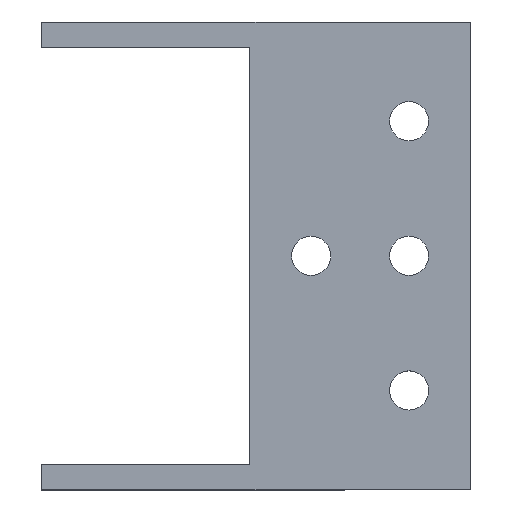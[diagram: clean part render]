
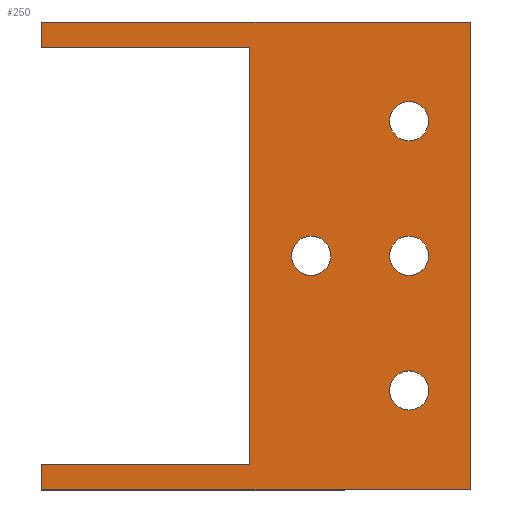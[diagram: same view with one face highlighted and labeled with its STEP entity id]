
A CAD part, top view. The second image highlights one B-rep face of the part: STEP entity #250.
In plain terms, the highlighted planar face has unit normal (0, 0, 1).
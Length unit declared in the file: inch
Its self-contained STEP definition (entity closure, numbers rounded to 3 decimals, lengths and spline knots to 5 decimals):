
#8 = CARTESIAN_POINT ( 'NONE',  ( -33.93406, -0.08071, 2.58661 ) ) ;
#9 = CIRCLE ( 'NONE', #831, 0.06299 ) ;
#11 = DIRECTION ( 'NONE',  ( 1., 0., 0. ) ) ;
#23 = EDGE_LOOP ( 'NONE', ( #83, #43 ) ) ;
#25 = CARTESIAN_POINT ( 'NONE',  ( -33.70079, 1.34252, 2.58661 ) ) ;
#43 = ORIENTED_EDGE ( 'NONE', *, *, #63, .T. ) ;
#63 = EDGE_CURVE ( 'NONE', #1229, #373, #418, .T. ) ;
#68 = DIRECTION ( 'NONE',  ( -1., 0., 0. ) ) ;
#72 = ORIENTED_EDGE ( 'NONE', *, *, #1170, .T. ) ;
#74 = VECTOR ( 'NONE', #138, 39.37008 ) ;
#81 = AXIS2_PLACEMENT_3D ( 'NONE', #951, #98, #290 ) ;
#83 = ORIENTED_EDGE ( 'NONE', *, *, #952, .T. ) ;
#89 = CARTESIAN_POINT ( 'NONE',  ( -33.28346, 0.15748, 2.58661 ) ) ;
#94 = DIRECTION ( 'NONE',  ( 0., 0., -1. ) ) ;
#95 = CIRCLE ( 'NONE', #81, 0.06299 ) ;
#98 = DIRECTION ( 'NONE',  ( 0., 0., -1. ) ) ;
#109 = VERTEX_POINT ( 'NONE', #254 ) ;
#115 = CARTESIAN_POINT ( 'NONE',  ( -33.14961, -0.16142, 2.58661 ) ) ;
#119 = VERTEX_POINT ( 'NONE', #911 ) ;
#120 = LINE ( 'NONE', #331, #1047 ) ;
#127 = DIRECTION ( 'NONE',  ( 1., 0., 0. ) ) ;
#138 = DIRECTION ( 'NONE',  ( 0., -1., 0. ) ) ;
#141 = ORIENTED_EDGE ( 'NONE', *, *, #1195, .T. ) ;
#144 = CARTESIAN_POINT ( 'NONE',  ( -34.52756, 0.96654, 2.58661 ) ) ;
#146 = LINE ( 'NONE', #443, #323 ) ;
#156 = AXIS2_PLACEMENT_3D ( 'NONE', #796, #244, #127 ) ;
#189 = VECTOR ( 'NONE', #68, 39.37008 ) ;
#193 = CARTESIAN_POINT ( 'NONE',  ( -33.14961, 1.34252, 2.58661 ) ) ;
#194 = ORIENTED_EDGE ( 'NONE', *, *, #424, .F. ) ;
#207 = FACE_OUTER_BOUND ( 'NONE', #527, .T. ) ;
#218 = DIRECTION ( 'NONE',  ( 0., -1., 0. ) ) ;
#226 = FACE_BOUND ( 'NONE', #265, .T. ) ;
#228 = CARTESIAN_POINT ( 'NONE',  ( -33.34646, 0.59055, 2.58661 ) ) ;
#244 = DIRECTION ( 'NONE',  ( 0., 0., -1. ) ) ;
#250 = ADVANCED_FACE ( 'NONE', ( #984, #494, #226, #397, #207 ), #298, .T. ) ;
#254 = CARTESIAN_POINT ( 'NONE',  ( -34.52756, 1.34252, 2.58661 ) ) ;
#265 = EDGE_LOOP ( 'NONE', ( #430, #1147 ) ) ;
#271 = AXIS2_PLACEMENT_3D ( 'NONE', #25, #1064, #575 ) ;
#290 = DIRECTION ( 'NONE',  ( 1., 0., 0. ) ) ;
#298 = PLANE ( 'NONE',  #271 ) ;
#300 = EDGE_CURVE ( 'NONE', #387, #1044, #892, .T. ) ;
#321 = VERTEX_POINT ( 'NONE', #115 ) ;
#323 = VECTOR ( 'NONE', #921, 39.37008 ) ;
#325 = VERTEX_POINT ( 'NONE', #499 ) ;
#327 = DIRECTION ( 'NONE',  ( 0., -1., 0. ) ) ;
#331 = CARTESIAN_POINT ( 'NONE',  ( -33.93406, 1.26181, 2.58661 ) ) ;
#354 = AXIS2_PLACEMENT_3D ( 'NONE', #1085, #802, #498 ) ;
#373 = VERTEX_POINT ( 'NONE', #612 ) ;
#380 = EDGE_CURVE ( 'NONE', #1044, #387, #490, .T. ) ;
#381 = CARTESIAN_POINT ( 'NONE',  ( -33.85827, 1.26181, 2.58661 ) ) ;
#384 = EDGE_CURVE ( 'NONE', #460, #119, #146, .T. ) ;
#387 = VERTEX_POINT ( 'NONE', #903 ) ;
#388 = CARTESIAN_POINT ( 'NONE',  ( -33.59843, 0.59055, 2.58661 ) ) ;
#397 = FACE_BOUND ( 'NONE', #492, .T. ) ;
#400 = CARTESIAN_POINT ( 'NONE',  ( -34.52756, -0.16142, 2.58661 ) ) ;
#416 = ORIENTED_EDGE ( 'NONE', *, *, #1132, .T. ) ;
#418 = CIRCLE ( 'NONE', #682, 0.06299 ) ;
#424 = EDGE_CURVE ( 'NONE', #325, #321, #720, .T. ) ;
#426 = CIRCLE ( 'NONE', #733, 0.06299 ) ;
#430 = ORIENTED_EDGE ( 'NONE', *, *, #300, .T. ) ;
#437 = EDGE_LOOP ( 'NONE', ( #978, #72 ) ) ;
#443 = CARTESIAN_POINT ( 'NONE',  ( -33.85827, 1.26181, 2.58661 ) ) ;
#447 = CARTESIAN_POINT ( 'NONE',  ( -33.72441, 0.59055, 2.58661 ) ) ;
#460 = VERTEX_POINT ( 'NONE', #381 ) ;
#464 = VECTOR ( 'NONE', #327, 39.37008 ) ;
#468 = EDGE_CURVE ( 'NONE', #325, #109, #577, .T. ) ;
#478 = DIRECTION ( 'NONE',  ( 1., 0., 0. ) ) ;
#484 = LINE ( 'NONE', #8, #915 ) ;
#490 = CIRCLE ( 'NONE', #990, 0.06299 ) ;
#492 = EDGE_LOOP ( 'NONE', ( #416, #657 ) ) ;
#494 = FACE_BOUND ( 'NONE', #23, .T. ) ;
#498 = DIRECTION ( 'NONE',  ( 1., 0., 0. ) ) ;
#499 = CARTESIAN_POINT ( 'NONE',  ( -33.14961, 1.34252, 2.58661 ) ) ;
#501 = EDGE_CURVE ( 'NONE', #1232, #1077, #95, .T. ) ;
#505 = DIRECTION ( 'NONE',  ( 1., 0., 0. ) ) ;
#520 = CARTESIAN_POINT ( 'NONE',  ( -33.34646, 1.02362, 2.58661 ) ) ;
#527 = EDGE_LOOP ( 'NONE', ( #194, #1173, #671, #141, #783, #910, #1020, #859 ) ) ;
#542 = EDGE_CURVE ( 'NONE', #922, #1179, #426, .T. ) ;
#543 = LINE ( 'NONE', #924, #189 ) ;
#545 = VERTEX_POINT ( 'NONE', #400 ) ;
#575 = DIRECTION ( 'NONE',  ( 1., 0., 0. ) ) ;
#577 = LINE ( 'NONE', #193, #1215 ) ;
#579 = CARTESIAN_POINT ( 'NONE',  ( -33.40945, 1.02362, 2.58661 ) ) ;
#601 = VERTEX_POINT ( 'NONE', #1231 ) ;
#602 = LINE ( 'NONE', #622, #761 ) ;
#611 = AXIS2_PLACEMENT_3D ( 'NONE', #897, #694, #11 ) ;
#612 = CARTESIAN_POINT ( 'NONE',  ( -33.28346, 0.59055, 2.58661 ) ) ;
#622 = CARTESIAN_POINT ( 'NONE',  ( -34.52756, 0.96654, 2.58661 ) ) ;
#650 = CARTESIAN_POINT ( 'NONE',  ( -33.34646, 0.59055, 2.58661 ) ) ;
#657 = ORIENTED_EDGE ( 'NONE', *, *, #501, .T. ) ;
#663 = CIRCLE ( 'NONE', #354, 0.06299 ) ;
#671 = ORIENTED_EDGE ( 'NONE', *, *, #1160, .T. ) ;
#674 = DIRECTION ( 'NONE',  ( 1., 0., 0. ) ) ;
#682 = AXIS2_PLACEMENT_3D ( 'NONE', #228, #1151, #674 ) ;
#686 = CARTESIAN_POINT ( 'NONE',  ( -33.40945, 0.15748, 2.58661 ) ) ;
#689 = VERTEX_POINT ( 'NONE', #883 ) ;
#694 = DIRECTION ( 'NONE',  ( 0., 0., -1. ) ) ;
#720 = LINE ( 'NONE', #1105, #464 ) ;
#733 = AXIS2_PLACEMENT_3D ( 'NONE', #947, #94, #478 ) ;
#738 = DIRECTION ( 'NONE',  ( 1., 0., 0. ) ) ;
#761 = VECTOR ( 'NONE', #218, 39.37008 ) ;
#766 = DIRECTION ( 'NONE',  ( -1., 0., 0. ) ) ;
#783 = ORIENTED_EDGE ( 'NONE', *, *, #384, .T. ) ;
#789 = EDGE_CURVE ( 'NONE', #321, #545, #543, .T. ) ;
#796 = CARTESIAN_POINT ( 'NONE',  ( -33.66142, 0.59055, 2.58661 ) ) ;
#802 = DIRECTION ( 'NONE',  ( 0., 0., -1. ) ) ;
#810 = CIRCLE ( 'NONE', #156, 0.06299 ) ;
#811 = LINE ( 'NONE', #144, #74 ) ;
#831 = AXIS2_PLACEMENT_3D ( 'NONE', #650, #1019, #738 ) ;
#859 = ORIENTED_EDGE ( 'NONE', *, *, #789, .F. ) ;
#883 = CARTESIAN_POINT ( 'NONE',  ( -34.52756, -0.08071, 2.58661 ) ) ;
#892 = CIRCLE ( 'NONE', #611, 0.06299 ) ;
#897 = CARTESIAN_POINT ( 'NONE',  ( -33.34646, 1.02362, 2.58661 ) ) ;
#903 = CARTESIAN_POINT ( 'NONE',  ( -33.28346, 1.02362, 2.58661 ) ) ;
#910 = ORIENTED_EDGE ( 'NONE', *, *, #1082, .T. ) ;
#911 = CARTESIAN_POINT ( 'NONE',  ( -33.85827, -0.08071, 2.58661 ) ) ;
#915 = VECTOR ( 'NONE', #766, 39.37008 ) ;
#916 = CARTESIAN_POINT ( 'NONE',  ( -33.40945, 0.59055, 2.58661 ) ) ;
#921 = DIRECTION ( 'NONE',  ( 0., -1., 0. ) ) ;
#922 = VERTEX_POINT ( 'NONE', #89 ) ;
#924 = CARTESIAN_POINT ( 'NONE',  ( -34.44291, -0.16142, 2.58661 ) ) ;
#947 = CARTESIAN_POINT ( 'NONE',  ( -33.34646, 0.15748, 2.58661 ) ) ;
#951 = CARTESIAN_POINT ( 'NONE',  ( -33.66142, 0.59055, 2.58661 ) ) ;
#952 = EDGE_CURVE ( 'NONE', #373, #1229, #9, .T. ) ;
#978 = ORIENTED_EDGE ( 'NONE', *, *, #542, .T. ) ;
#984 = FACE_BOUND ( 'NONE', #437, .T. ) ;
#990 = AXIS2_PLACEMENT_3D ( 'NONE', #520, #1001, #1013 ) ;
#1001 = DIRECTION ( 'NONE',  ( 0., 0., -1. ) ) ;
#1013 = DIRECTION ( 'NONE',  ( 1., 0., 0. ) ) ;
#1019 = DIRECTION ( 'NONE',  ( 0., 0., -1. ) ) ;
#1020 = ORIENTED_EDGE ( 'NONE', *, *, #1145, .T. ) ;
#1044 = VERTEX_POINT ( 'NONE', #579 ) ;
#1047 = VECTOR ( 'NONE', #505, 39.37008 ) ;
#1064 = DIRECTION ( 'NONE',  ( 0., 0., 1. ) ) ;
#1077 = VERTEX_POINT ( 'NONE', #388 ) ;
#1082 = EDGE_CURVE ( 'NONE', #119, #689, #484, .T. ) ;
#1085 = CARTESIAN_POINT ( 'NONE',  ( -33.34646, 0.15748, 2.58661 ) ) ;
#1105 = CARTESIAN_POINT ( 'NONE',  ( -33.14961, 1.34252, 2.58661 ) ) ;
#1132 = EDGE_CURVE ( 'NONE', #1077, #1232, #810, .T. ) ;
#1134 = DIRECTION ( 'NONE',  ( -1., 0., 0. ) ) ;
#1145 = EDGE_CURVE ( 'NONE', #689, #545, #811, .T. ) ;
#1147 = ORIENTED_EDGE ( 'NONE', *, *, #380, .T. ) ;
#1151 = DIRECTION ( 'NONE',  ( 0., 0., -1. ) ) ;
#1160 = EDGE_CURVE ( 'NONE', #109, #601, #602, .T. ) ;
#1170 = EDGE_CURVE ( 'NONE', #1179, #922, #663, .T. ) ;
#1173 = ORIENTED_EDGE ( 'NONE', *, *, #468, .T. ) ;
#1179 = VERTEX_POINT ( 'NONE', #686 ) ;
#1195 = EDGE_CURVE ( 'NONE', #601, #460, #120, .T. ) ;
#1215 = VECTOR ( 'NONE', #1134, 39.37008 ) ;
#1229 = VERTEX_POINT ( 'NONE', #916 ) ;
#1231 = CARTESIAN_POINT ( 'NONE',  ( -34.52756, 1.26181, 2.58661 ) ) ;
#1232 = VERTEX_POINT ( 'NONE', #447 ) ;
